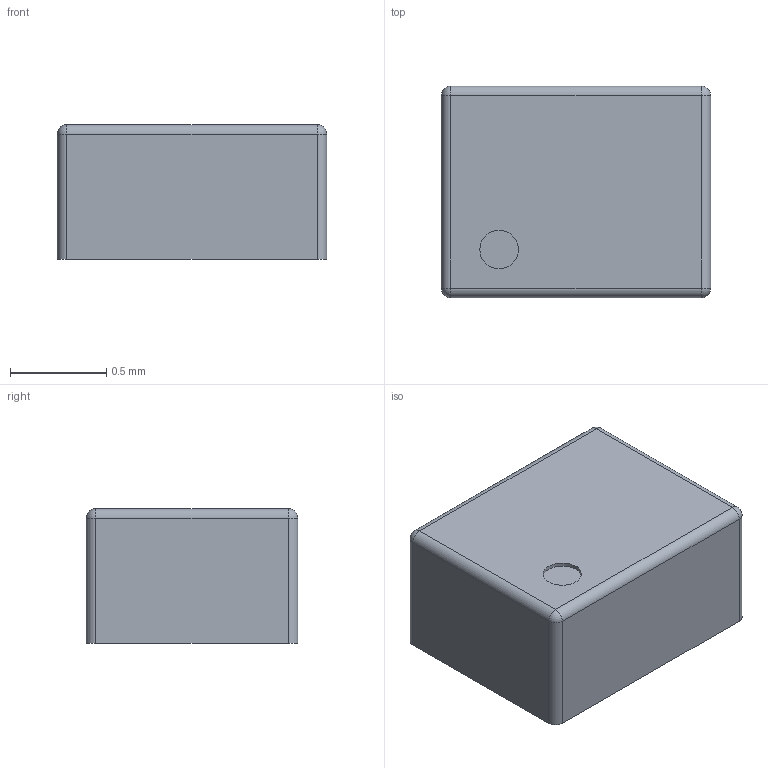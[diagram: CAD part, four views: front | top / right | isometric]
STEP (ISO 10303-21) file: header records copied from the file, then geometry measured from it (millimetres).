
FILE_DESCRIPTION(('FreeCAD Model'),'2;1');
FILE_NAME('Filter_1411-5_1.4x1.1mm.step','2018-11-10T10:25:01',('kicad StepUp'),( 'ksu MCAD'),'Open CASCADE STEP processor 7.1','FreeCAD','Unknown');
FILE_SCHEMA(('AUTOMOTIVE_DESIGN { 1 0 10303 214 1 1 1 1 }'));
Length unit declared in the file: millimetre
Products named in the file (1): Filter_1411-5_1.4x1.1mm
Bounding box: 1.4 x 1.1 x 0.7 mm (x, y, z)
Volume: 1.1 mm3; surface area: 6.4 mm2
Topology: 1 solids, 1 shells, 20 faces, 43 edges, 22 vertices
Faces by surface type: cylinder 9, plane 7, sphere 4
Full cylindrical faces by diameter (mm): 0.2 x1
Entity records: 658 total; most frequent: DIRECTION 99, CARTESIAN_POINT 82, ORIENTED_EDGE 78, AXIS2_PLACEMENT_3D 39, EDGE_CURVE 39, VERTEX_POINT 22, FACE_BOUND 21, EDGE_LOOP 21
